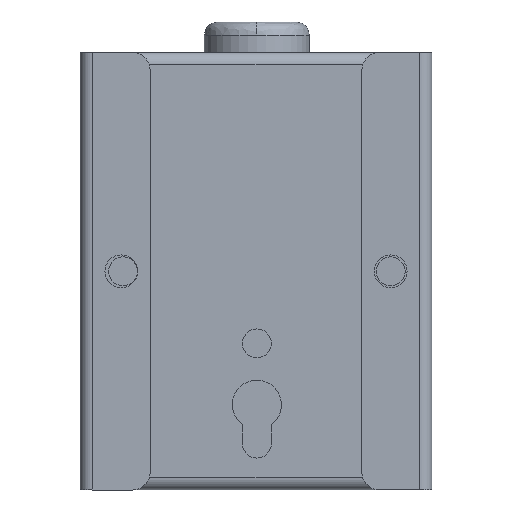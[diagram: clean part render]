
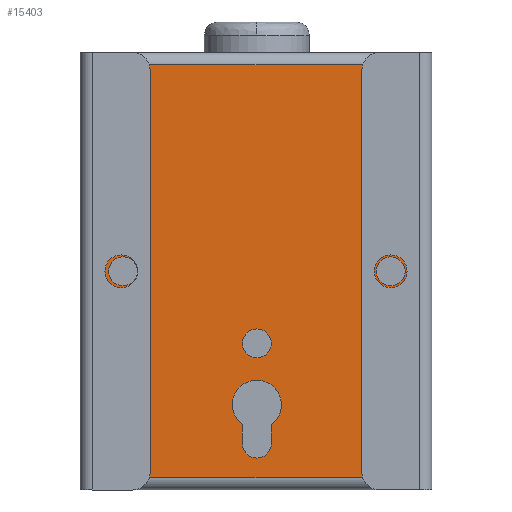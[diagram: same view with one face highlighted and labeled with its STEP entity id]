
A CAD part, front view. The second image highlights one B-rep face of the part: STEP entity #15403.
In plain terms, the highlighted planar face has unit normal (0, -1, 0).
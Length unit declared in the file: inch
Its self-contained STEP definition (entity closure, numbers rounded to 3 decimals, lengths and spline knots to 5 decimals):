
#739 = VERTEX_POINT ( 'NONE', #16325 ) ;
#741 = VERTEX_POINT ( 'NONE', #16370 ) ;
#767 = VERTEX_POINT ( 'NONE', #16387 ) ;
#806 = VERTEX_POINT ( 'NONE', #16390 ) ;
#808 = VERTEX_POINT ( 'NONE', #16413 ) ;
#817 = VERTEX_POINT ( 'NONE', #16415 ) ;
#827 = VERTEX_POINT ( 'NONE', #16465 ) ;
#829 = VERTEX_POINT ( 'NONE', #16477 ) ;
#844 = VERTEX_POINT ( 'NONE', #16493 ) ;
#857 = VERTEX_POINT ( 'NONE', #16451 ) ;
#884 = VERTEX_POINT ( 'NONE', #16468 ) ;
#1015 = VERTEX_POINT ( 'NONE', #16618 ) ;
#1039 = VERTEX_POINT ( 'NONE', #16681 ) ;
#1041 = VERTEX_POINT ( 'NONE', #16650 ) ;
#1127 = VERTEX_POINT ( 'NONE', #16754 ) ;
#3548 = FACE_BOUND ( 'NONE', #15746, .T. ) ;
#3549 = FACE_BOUND ( 'NONE', #15800, .T. ) ;
#3553 = FACE_BOUND ( 'NONE', #15796, .T. ) ;
#3562 = PLANE ( 'NONE',  #22194 ) ;
#3566 = FACE_OUTER_BOUND ( 'NONE', #15826, .T. ) ;
#3567 = FACE_BOUND ( 'NONE', #15827, .T. ) ;
#3575 = DIRECTION ( 'NONE',  ( 0., -1., 0. ) ) ;
#3578 = DIRECTION ( 'NONE',  ( 0., 0., 1. ) ) ;
#3598 = CARTESIAN_POINT ( 'NONE',  ( 0.833, 0., -1.923 ) ) ;
#7131 = CARTESIAN_POINT ( 'NONE',  ( -0.76, 0., 0. ) ) ;
#7133 = DIRECTION ( 'NONE',  ( 0., 0., 1. ) ) ;
#7140 = DIRECTION ( 'NONE',  ( 0., 0., 1. ) ) ;
#7141 = LINE ( 'NONE', #7162, #23371 ) ;
#7143 = CARTESIAN_POINT ( 'NONE',  ( 0.005, 0., -0.412 ) ) ;
#7146 = DIRECTION ( 'NONE',  ( 0., -1., 0. ) ) ;
#7158 = DIRECTION ( 'NONE',  ( 0., -1., 0. ) ) ;
#7162 = CARTESIAN_POINT ( 'NONE',  ( -0.933, 0., 1.923 ) ) ;
#7163 = DIRECTION ( 'NONE',  ( 0., 0., -1. ) ) ;
#7238 = CARTESIAN_POINT ( 'NONE',  ( 0.833, 0., 1.18 ) ) ;
#7243 = DIRECTION ( 'NONE',  ( 1., 0., 0. ) ) ;
#7265 = LINE ( 'NONE', #7238, #23404 ) ;
#7798 = DIRECTION ( 'NONE',  ( 0., 0., 1. ) ) ;
#7814 = LINE ( 'NONE', #7836, #22998 ) ;
#7836 = CARTESIAN_POINT ( 'NONE',  ( 0.0875, 0., -0.98466 ) ) ;
#9642 = ORIENTED_EDGE ( 'NONE', *, *, #12134, .T. ) ;
#9649 = ORIENTED_EDGE ( 'NONE', *, *, #12117, .T. ) ;
#9651 = ORIENTED_EDGE ( 'NONE', *, *, #12124, .F. ) ;
#9652 = ORIENTED_EDGE ( 'NONE', *, *, #11759, .F. ) ;
#9656 = ORIENTED_EDGE ( 'NONE', *, *, #11704, .F. ) ;
#9658 = ORIENTED_EDGE ( 'NONE', *, *, #11753, .F. ) ;
#9663 = ORIENTED_EDGE ( 'NONE', *, *, #12030, .T. ) ;
#9670 = ORIENTED_EDGE ( 'NONE', *, *, #11706, .F. ) ;
#9674 = ORIENTED_EDGE ( 'NONE', *, *, #11737, .F. ) ;
#9675 = ORIENTED_EDGE ( 'NONE', *, *, #11763, .F. ) ;
#9677 = ORIENTED_EDGE ( 'NONE', *, *, #11815, .F. ) ;
#9678 = ORIENTED_EDGE ( 'NONE', *, *, #12129, .F. ) ;
#9688 = ORIENTED_EDGE ( 'NONE', *, *, #11734, .F. ) ;
#9689 = ORIENTED_EDGE ( 'NONE', *, *, #11742, .F. ) ;
#9731 = ORIENTED_EDGE ( 'NONE', *, *, #12164, .F. ) ;
#11704 = EDGE_CURVE ( 'NONE', #857, #827, #17873, .T. ) ;
#11706 = EDGE_CURVE ( 'NONE', #844, #884, #22841, .T. ) ;
#11734 = EDGE_CURVE ( 'NONE', #884, #844, #22928, .T. ) ;
#11737 = EDGE_CURVE ( 'NONE', #806, #817, #22930, .T. ) ;
#11742 = EDGE_CURVE ( 'NONE', #808, #741, #22902, .T. ) ;
#11753 = EDGE_CURVE ( 'NONE', #739, #767, #22964, .T. ) ;
#11759 = EDGE_CURVE ( 'NONE', #817, #857, #22938, .T. ) ;
#11763 = EDGE_CURVE ( 'NONE', #827, #829, #22972, .T. ) ;
#11815 = EDGE_CURVE ( 'NONE', #829, #806, #7814, .T. ) ;
#12030 = EDGE_CURVE ( 'NONE', #1039, #1041, #21092, .T. ) ;
#12117 = EDGE_CURVE ( 'NONE', #1041, #1127, #21350, .T. ) ;
#12124 = EDGE_CURVE ( 'NONE', #741, #808, #23400, .T. ) ;
#12129 = EDGE_CURVE ( 'NONE', #767, #739, #23415, .T. ) ;
#12134 = EDGE_CURVE ( 'NONE', #1015, #1039, #7141, .T. ) ;
#12164 = EDGE_CURVE ( 'NONE', #1015, #1127, #7265, .T. ) ;
#15403 = ADVANCED_FACE ( 'NONE', ( #3566, #3567, #3548, #3553, #3549 ), #3562, .T. ) ;
#15746 = EDGE_LOOP ( 'NONE', ( #9688, #9670 ) ) ;
#15796 = EDGE_LOOP ( 'NONE', ( #9651, #9689 ) ) ;
#15800 = EDGE_LOOP ( 'NONE', ( #9678, #9658 ) ) ;
#15826 = EDGE_LOOP ( 'NONE', ( #9731, #9642, #9663, #9649 ) ) ;
#15827 = EDGE_LOOP ( 'NONE', ( #9674, #9677, #9675, #9656, #9652 ) ) ;
#16325 = CARTESIAN_POINT ( 'NONE',  ( 0.005, 0., -0.4945 ) ) ;
#16370 = CARTESIAN_POINT ( 'NONE',  ( -0.76, 0., 0.0825 ) ) ;
#16387 = CARTESIAN_POINT ( 'NONE',  ( 0.005, 0., -0.3295 ) ) ;
#16390 = CARTESIAN_POINT ( 'NONE',  ( 0.0875, 0., -0.87632 ) ) ;
#16413 = CARTESIAN_POINT ( 'NONE',  ( -0.76, 0., -0.0825 ) ) ;
#16415 = CARTESIAN_POINT ( 'NONE',  ( 0.005, 0., -0.62209 ) ) ;
#16451 = CARTESIAN_POINT ( 'NONE',  ( -0.0775, 0., -0.87632 ) ) ;
#16465 = CARTESIAN_POINT ( 'NONE',  ( -0.0775, 0., -0.98466 ) ) ;
#16468 = CARTESIAN_POINT ( 'NONE',  ( 0.77, 0., 0.0825 ) ) ;
#16477 = CARTESIAN_POINT ( 'NONE',  ( 0.0875, 0., -0.98466 ) ) ;
#16493 = CARTESIAN_POINT ( 'NONE',  ( 0.77, 0., -0.0825 ) ) ;
#16618 = CARTESIAN_POINT ( 'NONE',  ( -0.933, 0., 1.18 ) ) ;
#16650 = CARTESIAN_POINT ( 'NONE',  ( 0.933, 0., -1.18 ) ) ;
#16681 = CARTESIAN_POINT ( 'NONE',  ( -0.933, 0., -1.18 ) ) ;
#16754 = CARTESIAN_POINT ( 'NONE',  ( 0.933, 0., 1.18 ) ) ;
#17873 = LINE ( 'NONE', #17878, #22838 ) ;
#17878 = CARTESIAN_POINT ( 'NONE',  ( -0.0775, 0., -0.87632 ) ) ;
#17902 = DIRECTION ( 'NONE',  ( 0., 0., -1. ) ) ;
#17924 = CARTESIAN_POINT ( 'NONE',  ( 0.77, 0., 0. ) ) ;
#17932 = DIRECTION ( 'NONE',  ( 0., 0., 1. ) ) ;
#17937 = DIRECTION ( 'NONE',  ( 0., -1., 0. ) ) ;
#18046 = DIRECTION ( 'NONE',  ( 0., -1., 0. ) ) ;
#18047 = DIRECTION ( 'NONE',  ( 0., -1., 0. ) ) ;
#18055 = CARTESIAN_POINT ( 'NONE',  ( 0.005, 0., -0.76259 ) ) ;
#18056 = DIRECTION ( 'NONE',  ( 0., 0., 1. ) ) ;
#18059 = DIRECTION ( 'NONE',  ( 0., 0., 1. ) ) ;
#18064 = CARTESIAN_POINT ( 'NONE',  ( -0.76, 0., 0. ) ) ;
#18065 = DIRECTION ( 'NONE',  ( 0., -1., 0. ) ) ;
#18066 = CARTESIAN_POINT ( 'NONE',  ( 0.77, 0., 0. ) ) ;
#18088 = DIRECTION ( 'NONE',  ( 0., 0., 1. ) ) ;
#18164 = CARTESIAN_POINT ( 'NONE',  ( 0.005, 0., -0.412 ) ) ;
#18165 = DIRECTION ( 'NONE',  ( 0., -1., 0. ) ) ;
#18178 = DIRECTION ( 'NONE',  ( 0., 0., 1. ) ) ;
#18216 = CARTESIAN_POINT ( 'NONE',  ( 0.005, 0., -0.76259 ) ) ;
#18219 = DIRECTION ( 'NONE',  ( 0., -1., 0. ) ) ;
#18301 = DIRECTION ( 'NONE',  ( 0., 0., 1. ) ) ;
#18303 = DIRECTION ( 'NONE',  ( 0., 0., 1. ) ) ;
#18305 = CARTESIAN_POINT ( 'NONE',  ( 0.005, 0., -0.98466 ) ) ;
#18306 = DIRECTION ( 'NONE',  ( 0., -1., 0. ) ) ;
#21092 = LINE ( 'NONE', #21100, #23280 ) ;
#21100 = CARTESIAN_POINT ( 'NONE',  ( 0.833, 0., -1.18 ) ) ;
#21108 = DIRECTION ( 'NONE',  ( 1., 0., 0. ) ) ;
#21325 = CARTESIAN_POINT ( 'NONE',  ( 0.933, 0., -1.923 ) ) ;
#21328 = DIRECTION ( 'NONE',  ( 0., 0., 1. ) ) ;
#21350 = LINE ( 'NONE', #21325, #23421 ) ;
#22194 = AXIS2_PLACEMENT_3D ( 'NONE', #3598, #3575, #3578 ) ;
#22838 = VECTOR ( 'NONE', #17902, 39.37008 ) ;
#22841 = CIRCLE ( 'NONE', #22860, 0.0825 ) ;
#22860 = AXIS2_PLACEMENT_3D ( 'NONE', #17924, #17937, #17932 ) ;
#22886 = AXIS2_PLACEMENT_3D ( 'NONE', #18064, #18065, #18088 ) ;
#22902 = CIRCLE ( 'NONE', #22886, 0.0825 ) ;
#22912 = AXIS2_PLACEMENT_3D ( 'NONE', #18055, #18047, #18056 ) ;
#22918 = AXIS2_PLACEMENT_3D ( 'NONE', #18066, #18046, #18059 ) ;
#22928 = CIRCLE ( 'NONE', #22918, 0.0825 ) ;
#22930 = CIRCLE ( 'NONE', #22912, 0.1405 ) ;
#22938 = CIRCLE ( 'NONE', #22960, 0.1405 ) ;
#22941 = AXIS2_PLACEMENT_3D ( 'NONE', #18164, #18165, #18178 ) ;
#22960 = AXIS2_PLACEMENT_3D ( 'NONE', #18216, #18219, #18303 ) ;
#22964 = CIRCLE ( 'NONE', #22941, 0.0825 ) ;
#22972 = CIRCLE ( 'NONE', #22981, 0.0825 ) ;
#22981 = AXIS2_PLACEMENT_3D ( 'NONE', #18305, #18306, #18301 ) ;
#22998 = VECTOR ( 'NONE', #7798, 39.37008 ) ;
#23280 = VECTOR ( 'NONE', #21108, 39.37008 ) ;
#23369 = AXIS2_PLACEMENT_3D ( 'NONE', #7131, #7158, #7140 ) ;
#23371 = VECTOR ( 'NONE', #7163, 39.37008 ) ;
#23385 = AXIS2_PLACEMENT_3D ( 'NONE', #7143, #7146, #7133 ) ;
#23400 = CIRCLE ( 'NONE', #23369, 0.0825 ) ;
#23404 = VECTOR ( 'NONE', #7243, 39.37008 ) ;
#23415 = CIRCLE ( 'NONE', #23385, 0.0825 ) ;
#23421 = VECTOR ( 'NONE', #21328, 39.37008 ) ;
